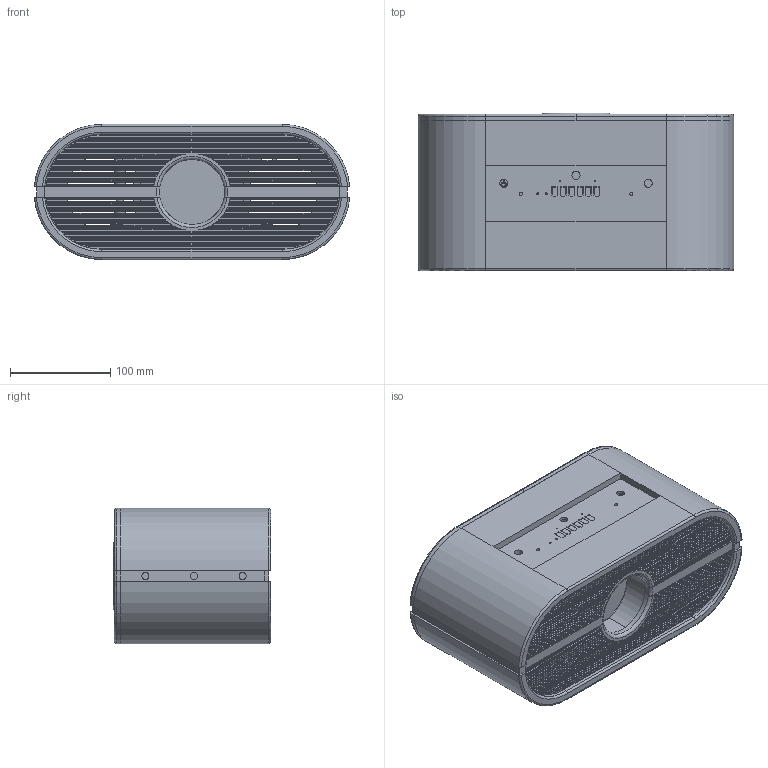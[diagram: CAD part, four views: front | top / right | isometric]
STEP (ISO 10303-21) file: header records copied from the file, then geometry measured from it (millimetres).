
FILE_DESCRIPTION(/* description */ (''),/* implementation_level */ '2;1');
FILE_NAME(/* name */ 'FerroWave.step',/* time_stamp */ '2025-12-14T16:00:45+01:00',/* author */ (''),/* organization */ (''),/* preprocessor_version */ 'ST-DEVELOPER v20.1',/* originating_system */ 'Autodesk Translation Framework v14.21.0.0',/* authorisation */ '');
FILE_SCHEMA (('AUTOMOTIVE_DESIGN { 1 0 10303 214 3 1 1 }'));
Length unit declared in the file: millimetre
Products named in the file (1): zvocnik
Bounding box: 314.63 x 157 x 135 mm (x, y, z)
Volume: 1502162.1 mm3; surface area: 715036.8 mm2
Topology: 15 solids, 15 shells, 1770 faces, 5081 edges, 3383 vertices
Faces by surface type: plane 992, cylinder 672, torus 57, bspline 45, cone 4
Full cylindrical faces by diameter (mm): 1 x2, 2.032 x2, 3 x72, 3.087 x12, 6.2 x2, 7 x2, 7.087 x6, 7.4 x1, 8 x3, 10 x2, 10.381 x3, 10.6 x2, 12 x1, 15.2 x1, 30.5 x1, 65 x1, 67.4 x1
Entity records: 61002 total; most frequent: CARTESIAN_POINT 13188, ORIENTED_EDGE 10146, DIRECTION 9676, EDGE_CURVE 5073, VERTEX_POINT 3379, LINE 3322, VECTOR 3322, AXIS2_PLACEMENT_3D 3177
